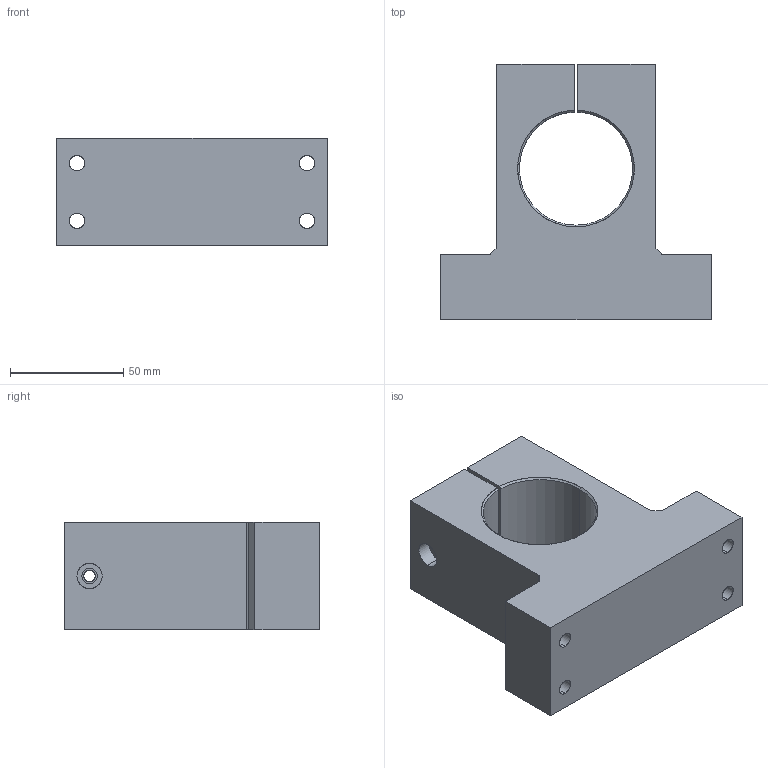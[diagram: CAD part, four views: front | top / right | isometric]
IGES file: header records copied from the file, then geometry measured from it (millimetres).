
Start section: SolidWorks IGES file using analytic representation for surfaces
Global section: file name: semm-oav50.IGS; native system: SolidWorks 2014; preprocessor: SolidWorks 2014; author: Mena; date: 140623.082722; units: millimetre
Bounding box: 119.38 x 112.71 x 47.62 mm (x, y, z)
Surface area: 49451.8 mm2 (no closed solid volume)
Topology: 0 solids, 0 shells, 55 faces, 1070 edges, 1070 vertices
Faces by surface type: revolution 35, bspline 20
